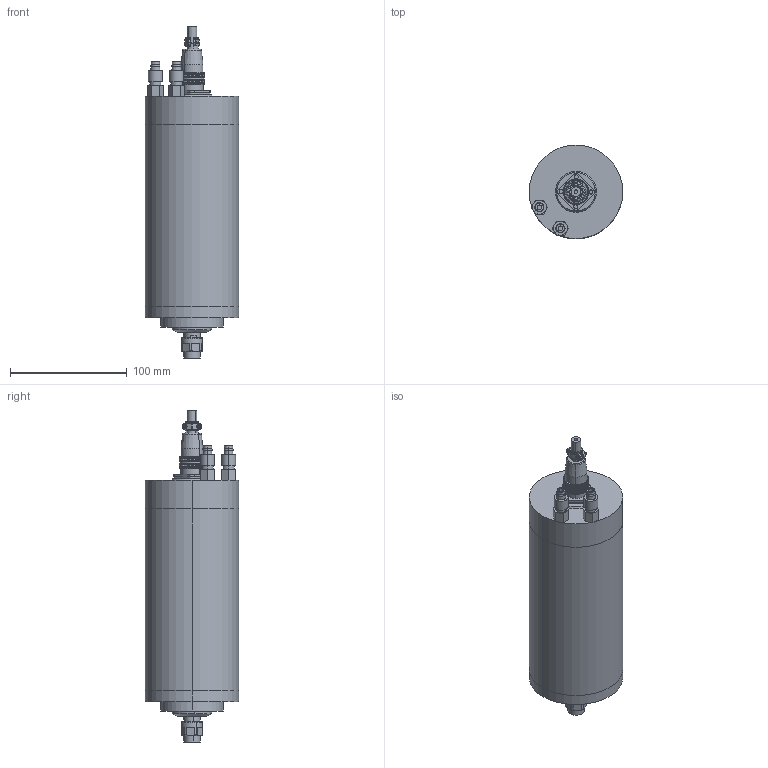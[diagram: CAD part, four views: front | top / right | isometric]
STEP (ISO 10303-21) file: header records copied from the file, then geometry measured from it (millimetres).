
FILE_DESCRIPTION (( 'STEP AP203' ), '1' );
FILE_NAME ('GDZ-17.STEP', '2024-08-03T08:15:03', ( '00' ), ( '' ), 'SwSTEP 2.0', 'SolidWorks 2018', '' );
FILE_SCHEMA (( 'CONFIG_CONTROL_DESIGN' ));
Length unit declared in the file: millimetre
Products named in the file (11): GDZ-17; H17-4瑤脣; ER11粟俶芠標_2; GDZ17堤盄釱; GDZ17粣創釱_1; GDZ17粣芛5_1; H17-4脣芛; GDZ17阨郲; GDZ17_1; H17-4脣釱; ER11蹟簽_2
Assembly tree (11 placements, depth 3):
  GDZ-17
    GDZ17_1
    GDZ17堤盄釱
    GDZ17阨郲  x2
    GDZ17粣創釱_1
    GDZ17粣芛5_1
    ER11粟俶芠標_2
    ER11蹟簽_2
    H17-4瑤脣
      H17-4脣釱
      H17-4脣芛
Bounding box: 80 x 80 x 284.2 mm (x, y, z)
Volume: 994916 mm3; surface area: 101916.1 mm2
Topology: 12 solids, 12 shells, 1077 faces, 2861 edges, 1843 vertices
Faces by surface type: cylinder 486, plane 465, cone 82, bspline 36, torus 8
Entity records: 36505 total; most frequent: CARTESIAN_POINT 9553, ORIENTED_EDGE 5534, DIRECTION 5292, EDGE_CURVE 2767, AXIS2_PLACEMENT_3D 2080, VERTEX_POINT 1811, EDGE_LOOP 1160, LINE 1132
